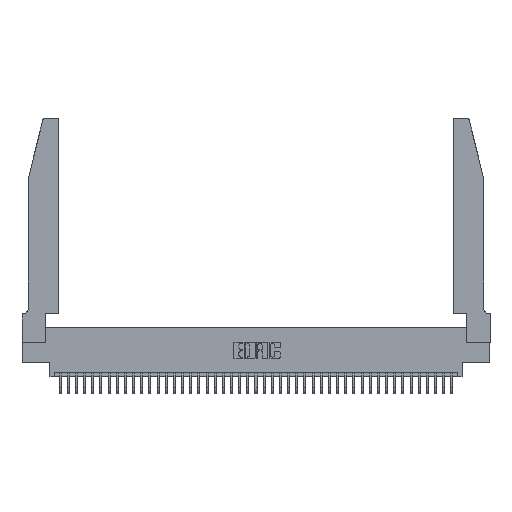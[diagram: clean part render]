
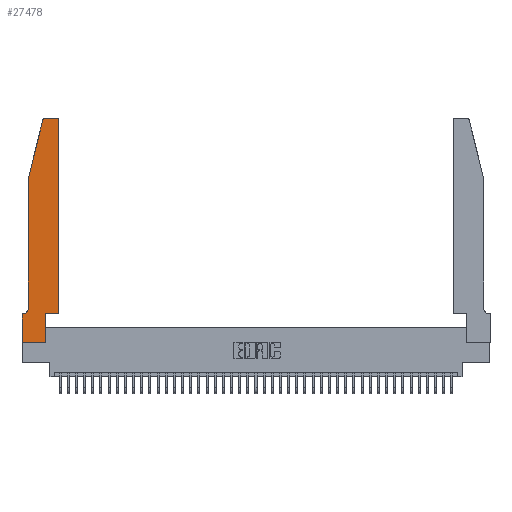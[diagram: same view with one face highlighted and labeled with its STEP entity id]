
A CAD part, top view. The second image highlights one B-rep face of the part: STEP entity #27478.
In plain terms, the highlighted planar face has unit normal (0, 0, 1).
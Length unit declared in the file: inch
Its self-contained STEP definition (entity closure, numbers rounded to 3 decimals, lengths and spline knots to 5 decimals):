
#915 = CIRCLE ( 'NONE', #42819, 0.07 ) ;
#1207 = VERTEX_POINT ( 'NONE', #6895 ) ;
#1695 = EDGE_CURVE ( 'NONE', #14679, #31415, #16129, .T. ) ;
#1728 = CARTESIAN_POINT ( 'NONE',  ( 0.4505, 0.35, 0.37 ) ) ;
#1938 = VECTOR ( 'NONE', #24904, 39.37008 ) ;
#1959 = VECTOR ( 'NONE', #42132, 39.37008 ) ;
#2107 = ORIENTED_EDGE ( 'NONE', *, *, #26630, .T. ) ;
#4532 = EDGE_CURVE ( 'NONE', #33659, #22145, #40336, .T. ) ;
#4626 = CARTESIAN_POINT ( 'NONE',  ( 0.0755, 2., 0.37 ) ) ;
#4858 = VERTEX_POINT ( 'NONE', #7437 ) ;
#5393 = EDGE_CURVE ( 'NONE', #34315, #32332, #9423, .T. ) ;
#6430 = VERTEX_POINT ( 'NONE', #32488 ) ;
#6895 = CARTESIAN_POINT ( 'NONE',  ( 0., 0.35, 0.37 ) ) ;
#7437 = CARTESIAN_POINT ( 'NONE',  ( 0.0055, 0.35, 0.37 ) ) ;
#7937 = ORIENTED_EDGE ( 'NONE', *, *, #40258, .T. ) ;
#8065 = CARTESIAN_POINT ( 'NONE',  ( 0.4505, 2.72, 0.37 ) ) ;
#8414 = EDGE_CURVE ( 'NONE', #1207, #34315, #10983, .T. ) ;
#9423 = LINE ( 'NONE', #13506, #37548 ) ;
#10111 = CARTESIAN_POINT ( 'NONE',  ( 0.0055, 0.42, 0.37 ) ) ;
#10269 = DIRECTION ( 'NONE',  ( 1., 0., 0. ) ) ;
#10560 = CARTESIAN_POINT ( 'NONE',  ( 0.25487, 2.72718, 0.37 ) ) ;
#10871 = ORIENTED_EDGE ( 'NONE', *, *, #17424, .T. ) ;
#10983 = LINE ( 'NONE', #37229, #39644 ) ;
#11872 = VECTOR ( 'NONE', #23750, 39.37008 ) ;
#12557 = EDGE_CURVE ( 'NONE', #28718, #4858, #915, .T. ) ;
#13304 = CARTESIAN_POINT ( 'NONE',  ( 0.2605, 2.75, 0.37 ) ) ;
#13505 = CARTESIAN_POINT ( 'NONE',  ( 0.4505, 0.35, 0.37 ) ) ;
#13506 = CARTESIAN_POINT ( 'NONE',  ( 0., 0., 0.37 ) ) ;
#13533 = PLANE ( 'NONE',  #22697 ) ;
#13656 = ORIENTED_EDGE ( 'NONE', *, *, #39003, .T. ) ;
#14175 = DIRECTION ( 'NONE',  ( 0., -1., 0. ) ) ;
#14194 = VECTOR ( 'NONE', #28203, 39.37008 ) ;
#14626 = DIRECTION ( 'NONE',  ( -0.239, -0.971, 0. ) ) ;
#14631 = DIRECTION ( 'NONE',  ( 0., 0., 1. ) ) ;
#14679 = VERTEX_POINT ( 'NONE', #10560 ) ;
#15295 = LINE ( 'NONE', #13505, #14194 ) ;
#15476 = CARTESIAN_POINT ( 'NONE',  ( 0.0755, 2., 0.37 ) ) ;
#15549 = ORIENTED_EDGE ( 'NONE', *, *, #30490, .T. ) ;
#16023 = CARTESIAN_POINT ( 'NONE',  ( 0.2865, 0., 0.37 ) ) ;
#16129 = LINE ( 'NONE', #33972, #17174 ) ;
#16728 = DIRECTION ( 'NONE',  ( 0., 0., 1. ) ) ;
#17057 = VERTEX_POINT ( 'NONE', #39271 ) ;
#17174 = VECTOR ( 'NONE', #14626, 39.37008 ) ;
#17424 = EDGE_CURVE ( 'NONE', #31415, #28718, #25938, .T. ) ;
#17856 = LINE ( 'NONE', #31898, #1938 ) ;
#20200 = DIRECTION ( 'NONE',  ( -1., 0., 0. ) ) ;
#20853 = LINE ( 'NONE', #13304, #11872 ) ;
#21439 = CIRCLE ( 'NONE', #37990, 0.03 ) ;
#22145 = VERTEX_POINT ( 'NONE', #8065 ) ;
#22178 = EDGE_CURVE ( 'NONE', #32332, #6430, #17856, .T. ) ;
#22697 = AXIS2_PLACEMENT_3D ( 'NONE', #43852, #16728, #22874 ) ;
#22815 = AXIS2_PLACEMENT_3D ( 'NONE', #30932, #41127, #24232 ) ;
#22874 = DIRECTION ( 'NONE',  ( 1., 0., 0. ) ) ;
#23322 = VECTOR ( 'NONE', #34390, 39.37008 ) ;
#23750 = DIRECTION ( 'NONE',  ( -1., 0., 0. ) ) ;
#24170 = CARTESIAN_POINT ( 'NONE',  ( 0.0755, 0.35, 0.37 ) ) ;
#24232 = DIRECTION ( 'NONE',  ( 1., 0., 0. ) ) ;
#24270 = ORIENTED_EDGE ( 'NONE', *, *, #22178, .T. ) ;
#24904 = DIRECTION ( 'NONE',  ( 0., 1., 0. ) ) ;
#25938 = LINE ( 'NONE', #4626, #1959 ) ;
#26630 = EDGE_CURVE ( 'NONE', #6430, #33659, #15295, .T. ) ;
#26860 = ORIENTED_EDGE ( 'NONE', *, *, #8414, .T. ) ;
#27159 = ORIENTED_EDGE ( 'NONE', *, *, #12557, .T. ) ;
#27478 = ADVANCED_FACE ( 'NONE', ( #36582 ), #13533, .T. ) ;
#27930 = CARTESIAN_POINT ( 'NONE',  ( 0.284, 2.75, 0.37 ) ) ;
#28203 = DIRECTION ( 'NONE',  ( 1., 0., 0. ) ) ;
#28718 = VERTEX_POINT ( 'NONE', #30142 ) ;
#30142 = CARTESIAN_POINT ( 'NONE',  ( 0.0755, 0.42, 0.37 ) ) ;
#30490 = EDGE_CURVE ( 'NONE', #17057, #38345, #20853, .T. ) ;
#30932 = CARTESIAN_POINT ( 'NONE',  ( 0.284, 2.72, 0.37 ) ) ;
#31015 = ORIENTED_EDGE ( 'NONE', *, *, #4532, .T. ) ;
#31415 = VERTEX_POINT ( 'NONE', #15476 ) ;
#31741 = DIRECTION ( 'NONE',  ( 1., 0., 0. ) ) ;
#31898 = CARTESIAN_POINT ( 'NONE',  ( 0.2865, 0.35, 0.37 ) ) ;
#32332 = VERTEX_POINT ( 'NONE', #16023 ) ;
#32488 = CARTESIAN_POINT ( 'NONE',  ( 0.2865, 0.35, 0.37 ) ) ;
#32914 = VECTOR ( 'NONE', #42198, 39.37008 ) ;
#33364 = ORIENTED_EDGE ( 'NONE', *, *, #5393, .T. ) ;
#33659 = VERTEX_POINT ( 'NONE', #38223 ) ;
#33689 = DIRECTION ( 'NONE',  ( 0., 0., -1. ) ) ;
#33972 = CARTESIAN_POINT ( 'NONE',  ( 0.0755, 2., 0.37 ) ) ;
#34315 = VERTEX_POINT ( 'NONE', #40972 ) ;
#34390 = DIRECTION ( 'NONE',  ( -1., 0., 0. ) ) ;
#34986 = CIRCLE ( 'NONE', #22815, 0.03 ) ;
#35173 = ORIENTED_EDGE ( 'NONE', *, *, #1695, .T. ) ;
#36336 = ORIENTED_EDGE ( 'NONE', *, *, #43953, .T. ) ;
#36430 = EDGE_LOOP ( 'NONE', ( #15549, #36336, #35173, #10871, #27159, #13656, #26860, #33364, #24270, #2107, #31015, #7937 ) ) ;
#36582 = FACE_OUTER_BOUND ( 'NONE', #36430, .T. ) ;
#37229 = CARTESIAN_POINT ( 'NONE',  ( 0., 0., 0.37 ) ) ;
#37548 = VECTOR ( 'NONE', #10269, 39.37008 ) ;
#37990 = AXIS2_PLACEMENT_3D ( 'NONE', #41838, #14631, #31741 ) ;
#38223 = CARTESIAN_POINT ( 'NONE',  ( 0.4505, 0.35, 0.37 ) ) ;
#38345 = VERTEX_POINT ( 'NONE', #27930 ) ;
#39003 = EDGE_CURVE ( 'NONE', #4858, #1207, #40813, .T. ) ;
#39271 = CARTESIAN_POINT ( 'NONE',  ( 0.4205, 2.75, 0.37 ) ) ;
#39644 = VECTOR ( 'NONE', #14175, 39.37008 ) ;
#40258 = EDGE_CURVE ( 'NONE', #22145, #17057, #21439, .T. ) ;
#40336 = LINE ( 'NONE', #1728, #32914 ) ;
#40813 = LINE ( 'NONE', #24170, #23322 ) ;
#40972 = CARTESIAN_POINT ( 'NONE',  ( 0., 0., 0.37 ) ) ;
#41127 = DIRECTION ( 'NONE',  ( 0., 0., 1. ) ) ;
#41838 = CARTESIAN_POINT ( 'NONE',  ( 0.4205, 2.72, 0.37 ) ) ;
#42132 = DIRECTION ( 'NONE',  ( 0., -1., 0. ) ) ;
#42198 = DIRECTION ( 'NONE',  ( 0., 1., 0. ) ) ;
#42819 = AXIS2_PLACEMENT_3D ( 'NONE', #10111, #33689, #20200 ) ;
#43852 = CARTESIAN_POINT ( 'NONE',  ( 0., 0.35, 0.37 ) ) ;
#43953 = EDGE_CURVE ( 'NONE', #38345, #14679, #34986, .T. ) ;
